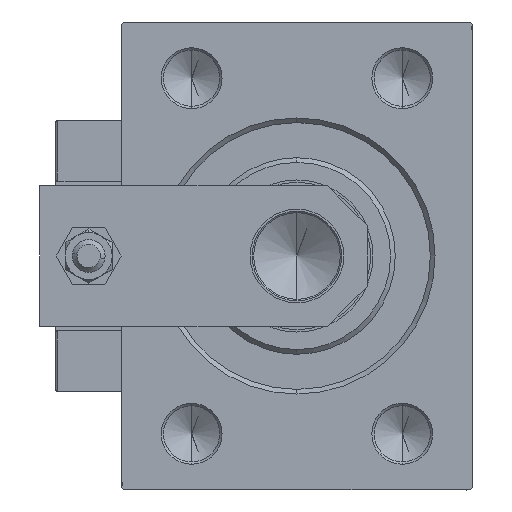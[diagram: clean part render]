
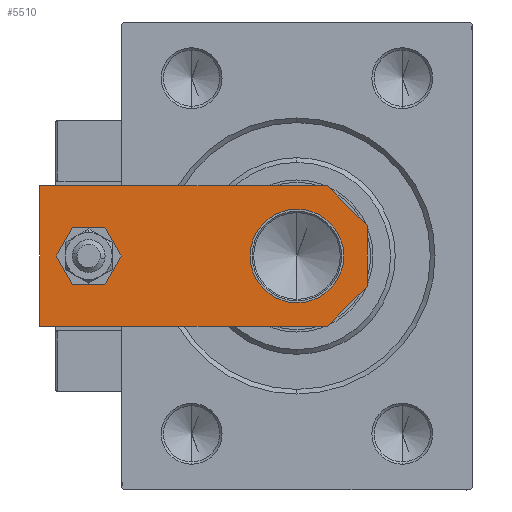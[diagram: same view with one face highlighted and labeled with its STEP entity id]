
A CAD part, left-side view. The second image highlights one B-rep face of the part: STEP entity #5510.
In plain terms, the highlighted face is planar.
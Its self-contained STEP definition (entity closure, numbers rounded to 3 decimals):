
#1307 = VECTOR ( 'NONE', #38249, 1000. ) ;
#1341 = EDGE_CURVE ( 'NONE', #41319, #42285, #38355, .T. ) ;
#1585 = VERTEX_POINT ( 'NONE', #35706 ) ;
#2022 = FACE_BOUND ( 'NONE', #40226, .T. ) ;
#2110 = EDGE_CURVE ( 'NONE', #42285, #41319, #5943, .T. ) ;
#2120 = CIRCLE ( 'NONE', #29543, 4. ) ;
#2912 = CARTESIAN_POINT ( 'NONE',  ( -15., 70., 8. ) ) ;
#3832 = CARTESIAN_POINT ( 'NONE',  ( 4., 59.5, 8. ) ) ;
#4172 = ORIENTED_EDGE ( 'NONE', *, *, #44987, .T. ) ;
#4399 = DIRECTION ( 'NONE',  ( 1., 0., 0. ) ) ;
#5510 = ADVANCED_FACE ( 'NONE', ( #2022, #29106, #40805 ), #17638, .T. ) ;
#5943 = CIRCLE ( 'NONE', #22563, 10. ) ;
#6253 = EDGE_CURVE ( 'NONE', #1585, #39531, #34168, .T. ) ;
#7238 = DIRECTION ( 'NONE',  ( 1., 0., 0. ) ) ;
#8730 = VERTEX_POINT ( 'NONE', #28421 ) ;
#9150 = EDGE_CURVE ( 'NONE', #24304, #48383, #39971, .T. ) ;
#9312 = DIRECTION ( 'NONE',  ( 1., 0., 0. ) ) ;
#10896 = CARTESIAN_POINT ( 'NONE',  ( 0., 59.5, 8. ) ) ;
#11748 = ORIENTED_EDGE ( 'NONE', *, *, #6253, .T. ) ;
#13499 = DIRECTION ( 'NONE',  ( 1., 0., 0. ) ) ;
#14373 = VERTEX_POINT ( 'NONE', #27470 ) ;
#15493 = EDGE_CURVE ( 'NONE', #8730, #1585, #33221, .T. ) ;
#16384 = DIRECTION ( 'NONE',  ( 0.707, 0.707, 0. ) ) ;
#16857 = CARTESIAN_POINT ( 'NONE',  ( -4., 59.5, 8. ) ) ;
#16905 = LINE ( 'NONE', #48644, #20206 ) ;
#17116 = VERTEX_POINT ( 'NONE', #35289 ) ;
#17155 = CARTESIAN_POINT ( 'NONE',  ( 0., 15., 8. ) ) ;
#17637 = DIRECTION ( 'NONE',  ( 1., 0., 0. ) ) ;
#17638 = PLANE ( 'NONE',  #49299 ) ;
#17777 = LINE ( 'NONE', #45364, #50156 ) ;
#17853 = EDGE_CURVE ( 'NONE', #17116, #14373, #16905, .T. ) ;
#18169 = VERTEX_POINT ( 'NONE', #36834 ) ;
#20022 = DIRECTION ( 'NONE',  ( 0., 0., 1. ) ) ;
#20206 = VECTOR ( 'NONE', #16384, 1000. ) ;
#21046 = ORIENTED_EDGE ( 'NONE', *, *, #41871, .T. ) ;
#21175 = DIRECTION ( 'NONE',  ( 0., 1., 0. ) ) ;
#21692 = ORIENTED_EDGE ( 'NONE', *, *, #17853, .T. ) ;
#22420 = EDGE_CURVE ( 'NONE', #39531, #18169, #34361, .T. ) ;
#22468 = EDGE_CURVE ( 'NONE', #48383, #24304, #2120, .T. ) ;
#22563 = AXIS2_PLACEMENT_3D ( 'NONE', #17155, #49140, #13499 ) ;
#23558 = VECTOR ( 'NONE', #17637, 1000. ) ;
#24161 = CARTESIAN_POINT ( 'NONE',  ( 10., 15., 8. ) ) ;
#24304 = VERTEX_POINT ( 'NONE', #16857 ) ;
#24866 = CARTESIAN_POINT ( 'NONE',  ( 15., 70., 8. ) ) ;
#25193 = DIRECTION ( 'NONE',  ( 0., 0., 1. ) ) ;
#27470 = CARTESIAN_POINT ( 'NONE',  ( 15., 8.5, 8. ) ) ;
#28418 = CARTESIAN_POINT ( 'NONE',  ( -15., 8.5, 8. ) ) ;
#28421 = CARTESIAN_POINT ( 'NONE',  ( 15., 70., 8. ) ) ;
#29106 = FACE_OUTER_BOUND ( 'NONE', #32854, .T. ) ;
#29543 = AXIS2_PLACEMENT_3D ( 'NONE', #10896, #42147, #7238 ) ;
#29553 = ORIENTED_EDGE ( 'NONE', *, *, #15493, .T. ) ;
#31428 = CARTESIAN_POINT ( 'NONE',  ( 0., 15., 8. ) ) ;
#32575 = AXIS2_PLACEMENT_3D ( 'NONE', #31428, #33185, #39477 ) ;
#32854 = EDGE_LOOP ( 'NONE', ( #11748, #37323, #4172, #21692, #21046, #29553 ) ) ;
#33185 = DIRECTION ( 'NONE',  ( 0., 0., 1. ) ) ;
#33221 = LINE ( 'NONE', #24866, #50028 ) ;
#33855 = CARTESIAN_POINT ( 'NONE',  ( -10., 15., 8. ) ) ;
#34168 = LINE ( 'NONE', #2912, #45888 ) ;
#34361 = LINE ( 'NONE', #46550, #1307 ) ;
#34556 = LINE ( 'NONE', #46245, #23558 ) ;
#35289 = CARTESIAN_POINT ( 'NONE',  ( 6.5, 0., 8. ) ) ;
#35706 = CARTESIAN_POINT ( 'NONE',  ( -15., 70., 8. ) ) ;
#36834 = CARTESIAN_POINT ( 'NONE',  ( -6.5, 0., 8. ) ) ;
#37323 = ORIENTED_EDGE ( 'NONE', *, *, #22420, .T. ) ;
#38073 = DIRECTION ( 'NONE',  ( 0., -1., 0. ) ) ;
#38249 = DIRECTION ( 'NONE',  ( 0.707, -0.707, 0. ) ) ;
#38355 = CIRCLE ( 'NONE', #32575, 10. ) ;
#38396 = ORIENTED_EDGE ( 'NONE', *, *, #22468, .F. ) ;
#39477 = DIRECTION ( 'NONE',  ( 1., 0., 0. ) ) ;
#39531 = VERTEX_POINT ( 'NONE', #28418 ) ;
#39971 = CIRCLE ( 'NONE', #43277, 4. ) ;
#40170 = ORIENTED_EDGE ( 'NONE', *, *, #2110, .F. ) ;
#40226 = EDGE_LOOP ( 'NONE', ( #44250, #38396 ) ) ;
#40805 = FACE_BOUND ( 'NONE', #41155, .T. ) ;
#41155 = EDGE_LOOP ( 'NONE', ( #48346, #40170 ) ) ;
#41319 = VERTEX_POINT ( 'NONE', #33855 ) ;
#41871 = EDGE_CURVE ( 'NONE', #14373, #8730, #17777, .T. ) ;
#42147 = DIRECTION ( 'NONE',  ( 0., 0., 1. ) ) ;
#42285 = VERTEX_POINT ( 'NONE', #24161 ) ;
#43277 = AXIS2_PLACEMENT_3D ( 'NONE', #43968, #20022, #4399 ) ;
#43968 = CARTESIAN_POINT ( 'NONE',  ( 0., 59.5, 8. ) ) ;
#44250 = ORIENTED_EDGE ( 'NONE', *, *, #9150, .F. ) ;
#44968 = CARTESIAN_POINT ( 'NONE',  ( 0., 0., 8. ) ) ;
#44987 = EDGE_CURVE ( 'NONE', #18169, #17116, #34556, .T. ) ;
#45364 = CARTESIAN_POINT ( 'NONE',  ( 15., 0., 8. ) ) ;
#45666 = DIRECTION ( 'NONE',  ( -1., 0., 0. ) ) ;
#45888 = VECTOR ( 'NONE', #38073, 1000. ) ;
#46245 = CARTESIAN_POINT ( 'NONE',  ( -15., 0., 8. ) ) ;
#46550 = CARTESIAN_POINT ( 'NONE',  ( -3.25, -3.25, 8. ) ) ;
#48346 = ORIENTED_EDGE ( 'NONE', *, *, #1341, .F. ) ;
#48383 = VERTEX_POINT ( 'NONE', #3832 ) ;
#48644 = CARTESIAN_POINT ( 'NONE',  ( 3.25, -3.25, 8. ) ) ;
#49140 = DIRECTION ( 'NONE',  ( 0., 0., 1. ) ) ;
#49299 = AXIS2_PLACEMENT_3D ( 'NONE', #44968, #25193, #9312 ) ;
#50028 = VECTOR ( 'NONE', #45666, 1000. ) ;
#50156 = VECTOR ( 'NONE', #21175, 1000. ) ;
